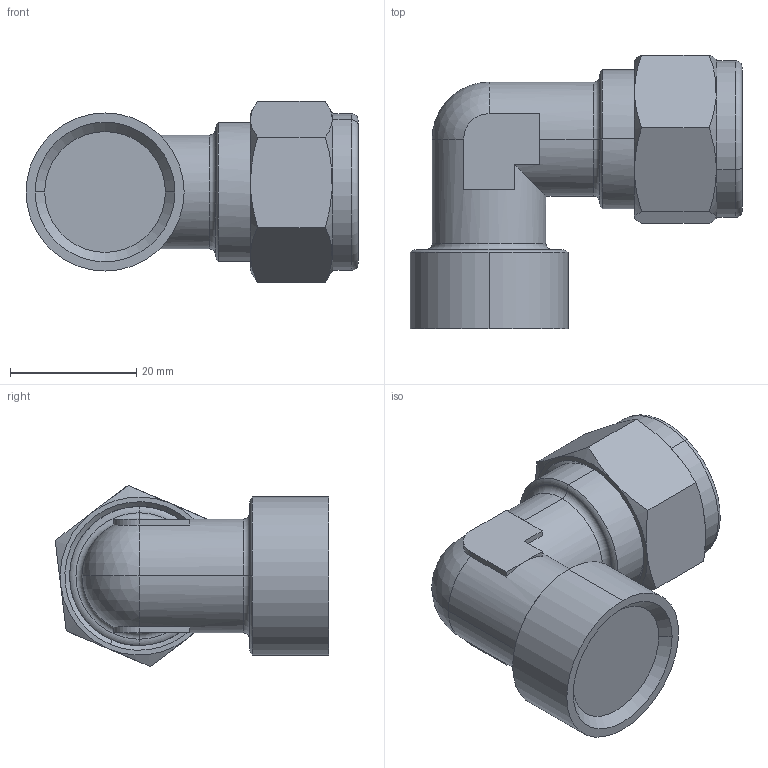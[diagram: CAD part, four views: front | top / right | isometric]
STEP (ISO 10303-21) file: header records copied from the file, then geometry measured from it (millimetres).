
FILE_DESCRIPTION (( 'STEP AP214' ), '1' );
FILE_NAME ('1029000015.step', '2013-02-25T17:14:58', ( '' ), ( '' ), 'SwSTEP 2.0', 'SolidWorks 2012', '' );
FILE_SCHEMA (( 'AUTOMOTIVE_DESIGN' ));
Length unit declared in the file: millimetre
Products named in the file (1): 1029000015
Bounding box: 52.5 x 43.29 x 28.65 mm (x, y, z)
Volume: 24998.4 mm3; surface area: 6352.2 mm2
Topology: 1 solids, 1 shells, 70 faces, 159 edges, 95 vertices
Faces by surface type: plane 30, cone 14, cylinder 14, torus 10, sphere 2
Entity records: 2086 total; most frequent: CARTESIAN_POINT 471, DIRECTION 352, ORIENTED_EDGE 318, EDGE_CURVE 159, AXIS2_PLACEMENT_3D 144, VERTEX_POINT 95, EDGE_LOOP 74, CIRCLE 73
